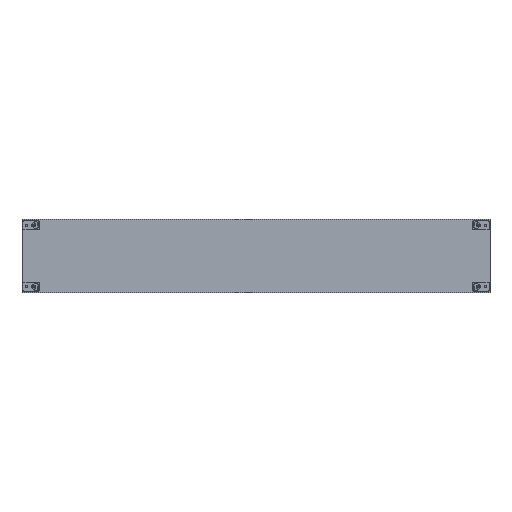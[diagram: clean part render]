
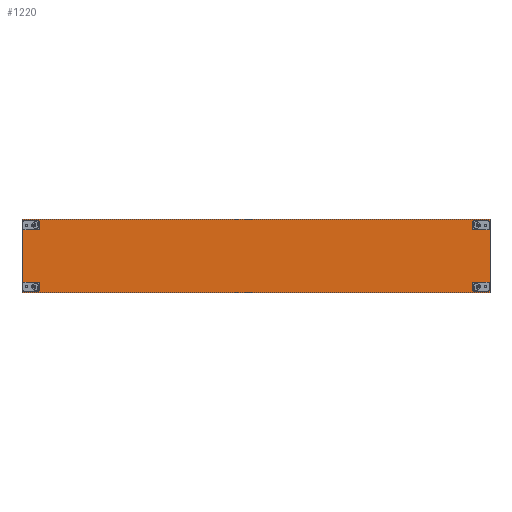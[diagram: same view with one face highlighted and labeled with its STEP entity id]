
A CAD part, top view. The second image highlights one B-rep face of the part: STEP entity #1220.
In plain terms, the highlighted planar face has unit normal (0, 0, 1).
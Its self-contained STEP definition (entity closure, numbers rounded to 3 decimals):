
#291=DIRECTION('',(-1.,0.,0.));
#292=VECTOR('',#291,5.239);
#293=CARTESIAN_POINT('',(931.65,35.31,1.));
#294=LINE('',#293,#292);
#305=DIRECTION('',(0.,-1.,0.));
#306=VECTOR('',#305,4.38);
#307=CARTESIAN_POINT('',(931.65,39.69,1.));
#308=LINE('',#307,#306);
#312=DIRECTION('',(1.,0.,0.));
#313=VECTOR('',#312,5.239);
#314=CARTESIAN_POINT('',(926.411,39.69,1.));
#315=LINE('',#314,#313);
#319=CARTESIAN_POINT('',(922.,37.5,1.));
#320=DIRECTION('',(0.,0.,1.));
#321=DIRECTION('',(0.896,0.445,0.));
#322=AXIS2_PLACEMENT_3D('',#319,#320,#321);
#327=CARTESIAN_POINT('',(941.,37.5,1.));
#328=DIRECTION('',(0.,0.,1.));
#329=DIRECTION('',(-1.,0.,0.));
#330=AXIS2_PLACEMENT_3D('',#327,#328,#329);
#335=CARTESIAN_POINT('',(941.,37.5,1.));
#336=DIRECTION('',(0.,0.,1.));
#337=DIRECTION('',(1.,0.,0.));
#338=AXIS2_PLACEMENT_3D('',#335,#336,#337);
#343=CARTESIAN_POINT('',(922.,-87.5,1.));
#344=DIRECTION('',(0.,0.,1.));
#345=DIRECTION('',(0.904,0.427,0.));
#346=AXIS2_PLACEMENT_3D('',#343,#344,#345);
#351=CARTESIAN_POINT('',(941.,-87.5,1.));
#352=DIRECTION('',(0.,0.,1.));
#353=DIRECTION('',(1.,0.,0.));
#354=AXIS2_PLACEMENT_3D('',#351,#352,#353);
#359=CARTESIAN_POINT('',(941.,-87.5,1.));
#360=DIRECTION('',(0.,0.,1.));
#361=DIRECTION('',(-1.,0.,0.));
#362=AXIS2_PLACEMENT_3D('',#359,#360,#361);
#367=CARTESIAN_POINT('',(9.,37.5,1.));
#368=DIRECTION('',(0.,0.,1.));
#369=DIRECTION('',(1.,0.,0.));
#370=AXIS2_PLACEMENT_3D('',#367,#368,#369);
#375=CARTESIAN_POINT('',(9.,37.5,1.));
#376=DIRECTION('',(0.,0.,1.));
#377=DIRECTION('',(-1.,0.,0.));
#378=AXIS2_PLACEMENT_3D('',#375,#376,#377);
#383=CARTESIAN_POINT('',(28.,37.5,1.));
#384=DIRECTION('',(0.,0.,1.));
#385=DIRECTION('',(-0.896,-0.445,0.));
#386=AXIS2_PLACEMENT_3D('',#383,#384,#385);
#391=CARTESIAN_POINT('',(9.,-87.5,1.));
#392=DIRECTION('',(0.,0.,1.));
#393=DIRECTION('',(1.,0.,0.));
#394=AXIS2_PLACEMENT_3D('',#391,#392,#393);
#399=CARTESIAN_POINT('',(9.,-87.5,1.));
#400=DIRECTION('',(0.,0.,1.));
#401=DIRECTION('',(-1.,0.,0.));
#402=AXIS2_PLACEMENT_3D('',#399,#400,#401);
#407=CARTESIAN_POINT('',(28.,-87.5,1.));
#408=DIRECTION('',(0.,0.,1.));
#409=DIRECTION('',(-0.904,-0.427,0.));
#410=AXIS2_PLACEMENT_3D('',#407,#408,#409);
#415=DIRECTION('',(0.,1.,0.));
#416=VECTOR('',#415,150.);
#417=CARTESIAN_POINT('',(0.,-100.,1.));
#418=LINE('',#417,#416);
#457=DIRECTION('',(-1.,0.,0.));
#458=VECTOR('',#457,5.016);
#459=CARTESIAN_POINT('',(931.65,-89.69,1.));
#460=LINE('',#459,#458);
#471=DIRECTION('',(0.,-1.,0.));
#472=VECTOR('',#471,4.38);
#473=CARTESIAN_POINT('',(931.65,-85.31,1.));
#474=LINE('',#473,#472);
#478=DIRECTION('',(1.,0.,0.));
#479=VECTOR('',#478,5.016);
#480=CARTESIAN_POINT('',(926.634,-85.31,1.));
#481=LINE('',#480,#479);
#534=DIRECTION('',(1.,0.,0.));
#535=VECTOR('',#534,5.239);
#536=CARTESIAN_POINT('',(18.35,39.69,1.));
#537=LINE('',#536,#535);
#548=DIRECTION('',(0.,1.,0.));
#549=VECTOR('',#548,4.38);
#550=CARTESIAN_POINT('',(18.35,35.31,1.));
#551=LINE('',#550,#549);
#555=DIRECTION('',(-1.,0.,0.));
#556=VECTOR('',#555,5.239);
#557=CARTESIAN_POINT('',(23.589,35.31,1.));
#558=LINE('',#557,#556);
#597=DIRECTION('',(1.,0.,0.));
#598=VECTOR('',#597,5.016);
#599=CARTESIAN_POINT('',(18.35,-85.31,1.));
#600=LINE('',#599,#598);
#611=DIRECTION('',(0.,1.,0.));
#612=VECTOR('',#611,4.38);
#613=CARTESIAN_POINT('',(18.35,-89.69,1.));
#614=LINE('',#613,#612);
#618=DIRECTION('',(-1.,0.,0.));
#619=VECTOR('',#618,5.016);
#620=CARTESIAN_POINT('',(23.366,-89.69,1.));
#621=LINE('',#620,#619);
#639=DIRECTION('',(-1.,0.,0.));
#640=VECTOR('',#639,950.);
#641=CARTESIAN_POINT('',(950.,50.,1.));
#642=LINE('',#641,#640);
#723=DIRECTION('',(0.,1.,0.));
#724=VECTOR('',#723,150.);
#725=CARTESIAN_POINT('',(950.,-100.,1.));
#726=LINE('',#725,#724);
#751=DIRECTION('',(1.,0.,0.));
#752=VECTOR('',#751,950.);
#753=CARTESIAN_POINT('',(0.,-100.,1.));
#754=LINE('',#753,#752);
#885=CARTESIAN_POINT('',(0.,-100.,1.));
#886=CARTESIAN_POINT('',(0.,50.,1.));
#887=VERTEX_POINT('',#885);
#888=VERTEX_POINT('',#886);
#889=CARTESIAN_POINT('',(13.25,37.5,1.));
#890=CARTESIAN_POINT('',(4.75,37.5,1.));
#891=VERTEX_POINT('',#889);
#892=VERTEX_POINT('',#890);
#893=CARTESIAN_POINT('',(18.35,39.69,1.));
#894=CARTESIAN_POINT('',(23.589,39.69,1.));
#895=VERTEX_POINT('',#893);
#896=VERTEX_POINT('',#894);
#897=CARTESIAN_POINT('',(18.35,35.31,1.));
#898=VERTEX_POINT('',#897);
#899=CARTESIAN_POINT('',(23.589,35.31,1.));
#900=VERTEX_POINT('',#899);
#901=CARTESIAN_POINT('',(13.25,-87.5,1.));
#902=CARTESIAN_POINT('',(4.75,-87.5,1.));
#903=VERTEX_POINT('',#901);
#904=VERTEX_POINT('',#902);
#905=CARTESIAN_POINT('',(18.35,-85.31,1.));
#906=CARTESIAN_POINT('',(23.366,-85.31,1.));
#907=VERTEX_POINT('',#905);
#908=VERTEX_POINT('',#906);
#909=CARTESIAN_POINT('',(18.35,-89.69,1.));
#910=VERTEX_POINT('',#909);
#911=CARTESIAN_POINT('',(23.366,-89.69,1.));
#912=VERTEX_POINT('',#911);
#957=CARTESIAN_POINT('',(926.411,35.31,1.));
#958=VERTEX_POINT('',#957);
#959=CARTESIAN_POINT('',(926.411,39.69,1.));
#960=VERTEX_POINT('',#959);
#961=CARTESIAN_POINT('',(931.65,35.31,1.));
#962=VERTEX_POINT('',#961);
#963=CARTESIAN_POINT('',(931.65,39.69,1.));
#964=VERTEX_POINT('',#963);
#965=CARTESIAN_POINT('',(936.75,37.5,1.));
#966=CARTESIAN_POINT('',(945.25,37.5,1.));
#967=VERTEX_POINT('',#965);
#968=VERTEX_POINT('',#966);
#969=CARTESIAN_POINT('',(945.25,-87.5,1.));
#970=CARTESIAN_POINT('',(936.75,-87.5,1.));
#971=VERTEX_POINT('',#969);
#972=VERTEX_POINT('',#970);
#973=CARTESIAN_POINT('',(931.65,-89.69,1.));
#974=CARTESIAN_POINT('',(926.634,-89.69,1.));
#975=VERTEX_POINT('',#973);
#976=VERTEX_POINT('',#974);
#977=CARTESIAN_POINT('',(931.65,-85.31,1.));
#978=VERTEX_POINT('',#977);
#979=CARTESIAN_POINT('',(926.634,-85.31,1.));
#980=VERTEX_POINT('',#979);
#983=CARTESIAN_POINT('',(950.,50.,1.));
#984=VERTEX_POINT('',#983);
#987=CARTESIAN_POINT('',(950.,-100.,1.));
#988=VERTEX_POINT('',#987);
#1145=CARTESIAN_POINT('',(0.,0.,1.));
#1146=DIRECTION('',(0.,0.,1.));
#1147=DIRECTION('',(1.,0.,0.));
#1148=AXIS2_PLACEMENT_3D('',#1145,#1146,#1147);
#1149=PLANE('',#1148);
#1151=ORIENTED_EDGE('',*,*,#1150,.F.);
#1153=ORIENTED_EDGE('',*,*,#1152,.F.);
#1155=ORIENTED_EDGE('',*,*,#1154,.F.);
#1157=ORIENTED_EDGE('',*,*,#1156,.T.);
#1158=EDGE_LOOP('',(#1151,#1153,#1155,#1157));
#1159=FACE_OUTER_BOUND('',#1158,.F.);
#1161=ORIENTED_EDGE('',*,*,#1160,.T.);
#1163=ORIENTED_EDGE('',*,*,#1162,.T.);
#1164=EDGE_LOOP('',(#1161,#1163));
#1165=FACE_BOUND('',#1164,.F.);
#1167=ORIENTED_EDGE('',*,*,#1166,.T.);
#1169=ORIENTED_EDGE('',*,*,#1168,.F.);
#1171=ORIENTED_EDGE('',*,*,#1170,.F.);
#1173=ORIENTED_EDGE('',*,*,#1172,.F.);
#1174=EDGE_LOOP('',(#1167,#1169,#1171,#1173));
#1175=FACE_BOUND('',#1174,.F.);
#1177=ORIENTED_EDGE('',*,*,#1176,.T.);
#1179=ORIENTED_EDGE('',*,*,#1178,.T.);
#1180=EDGE_LOOP('',(#1177,#1179));
#1181=FACE_BOUND('',#1180,.F.);
#1183=ORIENTED_EDGE('',*,*,#1182,.T.);
#1185=ORIENTED_EDGE('',*,*,#1184,.T.);
#1186=EDGE_LOOP('',(#1183,#1185));
#1187=FACE_BOUND('',#1186,.F.);
#1189=ORIENTED_EDGE('',*,*,#1188,.T.);
#1191=ORIENTED_EDGE('',*,*,#1190,.F.);
#1193=ORIENTED_EDGE('',*,*,#1192,.F.);
#1195=ORIENTED_EDGE('',*,*,#1194,.F.);
#1196=EDGE_LOOP('',(#1189,#1191,#1193,#1195));
#1197=FACE_BOUND('',#1196,.F.);
#1199=ORIENTED_EDGE('',*,*,#1198,.T.);
#1201=ORIENTED_EDGE('',*,*,#1200,.T.);
#1202=EDGE_LOOP('',(#1199,#1201));
#1203=FACE_BOUND('',#1202,.F.);
#1205=ORIENTED_EDGE('',*,*,#1204,.T.);
#1207=ORIENTED_EDGE('',*,*,#1206,.F.);
#1209=ORIENTED_EDGE('',*,*,#1208,.F.);
#1211=ORIENTED_EDGE('',*,*,#1210,.F.);
#1212=EDGE_LOOP('',(#1205,#1207,#1209,#1211));
#1213=FACE_BOUND('',#1212,.F.);
#1214=ORIENTED_EDGE('',*,*,#1097,.T.);
#1215=ORIENTED_EDGE('',*,*,#1112,.F.);
#1216=ORIENTED_EDGE('',*,*,#1126,.F.);
#1217=ORIENTED_EDGE('',*,*,#1139,.F.);
#1218=EDGE_LOOP('',(#1214,#1215,#1216,#1217));
#1219=FACE_BOUND('',#1218,.F.);
#323=CIRCLE('',#322,4.925);
#331=CIRCLE('',#330,4.25);
#339=CIRCLE('',#338,4.25);
#347=CIRCLE('',#346,5.125);
#355=CIRCLE('',#354,4.25);
#363=CIRCLE('',#362,4.25);
#371=CIRCLE('',#370,4.25);
#379=CIRCLE('',#378,4.25);
#387=CIRCLE('',#386,4.925);
#395=CIRCLE('',#394,4.25);
#403=CIRCLE('',#402,4.25);
#411=CIRCLE('',#410,5.125);
#1097=EDGE_CURVE('',#960,#958,#323,.T.);
#1112=EDGE_CURVE('',#962,#958,#294,.T.);
#1126=EDGE_CURVE('',#964,#962,#308,.T.);
#1139=EDGE_CURVE('',#960,#964,#315,.T.);
#1150=EDGE_CURVE('',#984,#888,#642,.T.);
#1152=EDGE_CURVE('',#988,#984,#726,.T.);
#1154=EDGE_CURVE('',#887,#988,#754,.T.);
#1156=EDGE_CURVE('',#887,#888,#418,.T.);
#1160=EDGE_CURVE('',#967,#968,#331,.T.);
#1162=EDGE_CURVE('',#968,#967,#339,.T.);
#1166=EDGE_CURVE('',#980,#976,#347,.T.);
#1168=EDGE_CURVE('',#975,#976,#460,.T.);
#1170=EDGE_CURVE('',#978,#975,#474,.T.);
#1172=EDGE_CURVE('',#980,#978,#481,.T.);
#1176=EDGE_CURVE('',#971,#972,#355,.T.);
#1178=EDGE_CURVE('',#972,#971,#363,.T.);
#1182=EDGE_CURVE('',#891,#892,#371,.T.);
#1184=EDGE_CURVE('',#892,#891,#379,.T.);
#1188=EDGE_CURVE('',#900,#896,#387,.T.);
#1190=EDGE_CURVE('',#895,#896,#537,.T.);
#1192=EDGE_CURVE('',#898,#895,#551,.T.);
#1194=EDGE_CURVE('',#900,#898,#558,.T.);
#1198=EDGE_CURVE('',#903,#904,#395,.T.);
#1200=EDGE_CURVE('',#904,#903,#403,.T.);
#1204=EDGE_CURVE('',#912,#908,#411,.T.);
#1206=EDGE_CURVE('',#907,#908,#600,.T.);
#1208=EDGE_CURVE('',#910,#907,#614,.T.);
#1210=EDGE_CURVE('',#912,#910,#621,.T.);
#1220=ADVANCED_FACE('',(#1159,#1165,#1175,#1181,#1187,#1197,#1203,#1213,#1219),
#1149,.T.);
